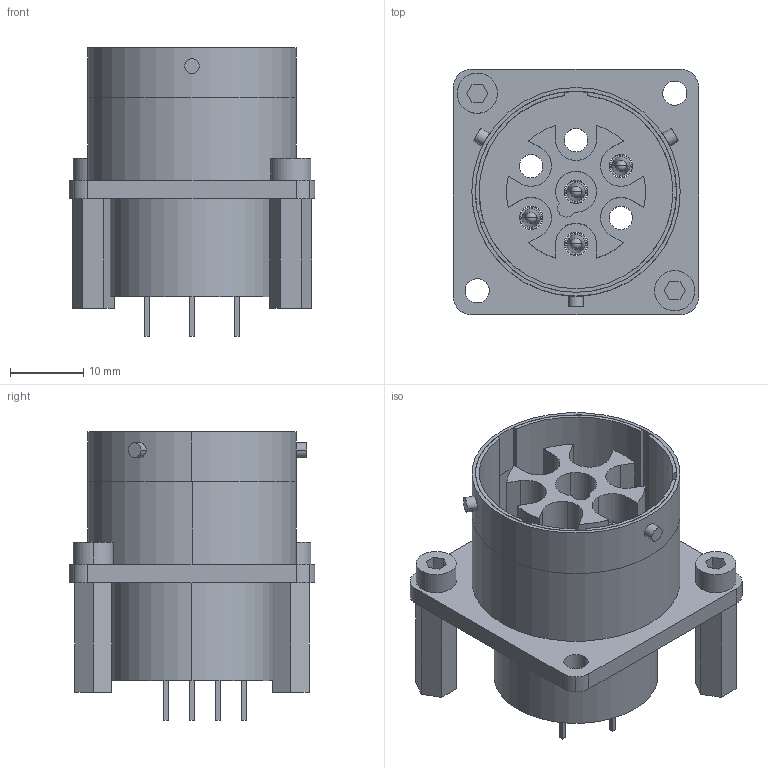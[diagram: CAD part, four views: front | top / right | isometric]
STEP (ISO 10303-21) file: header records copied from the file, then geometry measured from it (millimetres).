
FILE_DESCRIPTION((''),'2;1');
FILE_NAME('EDA-01970-V1_misc1.stp','2009-03-24T14:32:33',(''),(''),'Mechanical Desktop 2006','Mechanical Desktop 2006',', , ');
FILE_SCHEMA(('AUTOMOTIVE_DESIGN { 1 2 10303 214 0 1 1 1 }'));
Length unit declared in the file: millimetre
Products named in the file (2): Product; VIS A TETE CYL SIX PANS CREUX - M3 L6mm - 3D - ACIER INOX
Bounding box: 33.55 x 33.55 x 39.4 mm (x, y, z)
Volume: 9426.5 mm3; surface area: 17228.8 mm2
Topology: 18 solids, 18 shells, 344 faces, 832 edges, 536 vertices
Faces by surface type: cylinder 178, plane 138, cone 20, sphere 8
Entity records: 9875 total; most frequent: DIRECTION 1832, CARTESIAN_POINT 1634, ORIENTED_EDGE 1572, EDGE_CURVE 786, AXIS2_PLACEMENT_3D 708, VERTEX_POINT 510, VECTOR 416, LINE 416
